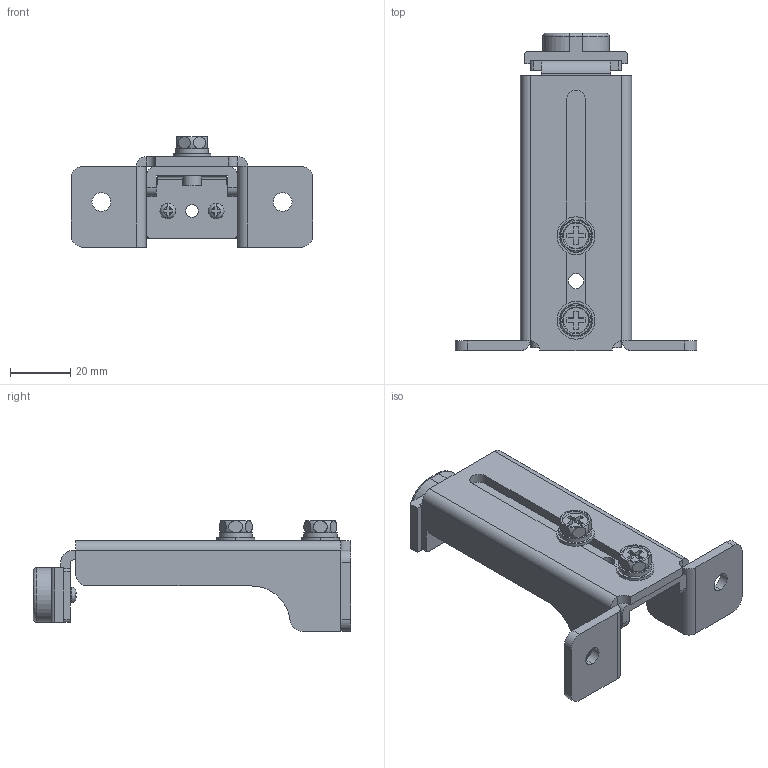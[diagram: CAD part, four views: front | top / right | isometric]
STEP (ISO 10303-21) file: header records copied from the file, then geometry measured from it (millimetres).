
FILE_DESCRIPTION (( 'STEP AP203' ), '1' );
FILE_NAME ('B-77-11.STEP', '2011-10-17T02:47:29', ( '' ), ( '' ), 'SwSTEP 2.0', 'SolidWorks 2011', '' );
FILE_SCHEMA (( 'CONFIG_CONTROL_DESIGN' ));
Length unit declared in the file: millimetre
Products named in the file (9): B-77-10,-11僞僢僺儞僌偹偠_; B-77-10,-11僈僀僪_; B-77-10,-11受け_; B-77-10,-11本体__B-77-11; B-77-11; 十字穴付六角ねじM6（平W・SW付）_首下12mm; 暯儚僢僔儍乕M6摿庩_冇12.5亊冇6亊t1.0; 僗僾儕儞僌儚僢僔儍乕M6_冇11亊冇6亊t1.6; 廫帤寠晅偒榋妏儃儖僩M6_M6亊12
Assembly tree (10 placements, depth 3):
  B-77-11
    B-77-10,-11僈僀僪_
    B-77-10,-11受け_
    十字穴付六角ねじM6（平W・SW付）_首下12mm  x2
      廫帤寠晅偒榋妏儃儖僩M6_M6亊12
      暯儚僢僔儍乕M6摿庩_冇12.5亊冇6亊t1.0
      僗僾儕儞僌儚僢僔儍乕M6_冇11亊冇6亊t1.6
    B-77-10,-11本体__B-77-11
    B-77-10,-11僞僢僺儞僌偹偠_  x2
Bounding box: 80 x 105 x 36.6 mm (x, y, z)
Volume: 39864.3 mm3; surface area: 29705.2 mm2
Topology: 11 solids, 11 shells, 260 faces, 638 edges, 410 vertices
Faces by surface type: plane 146, cylinder 80, torus 20, sphere 8, cone 6
Entity records: 7123 total; most frequent: CARTESIAN_POINT 1392, DIRECTION 1036, ORIENTED_EDGE 956, EDGE_CURVE 478, AXIS2_PLACEMENT_3D 380, VERTEX_POINT 308, VECTOR 276, LINE 276
